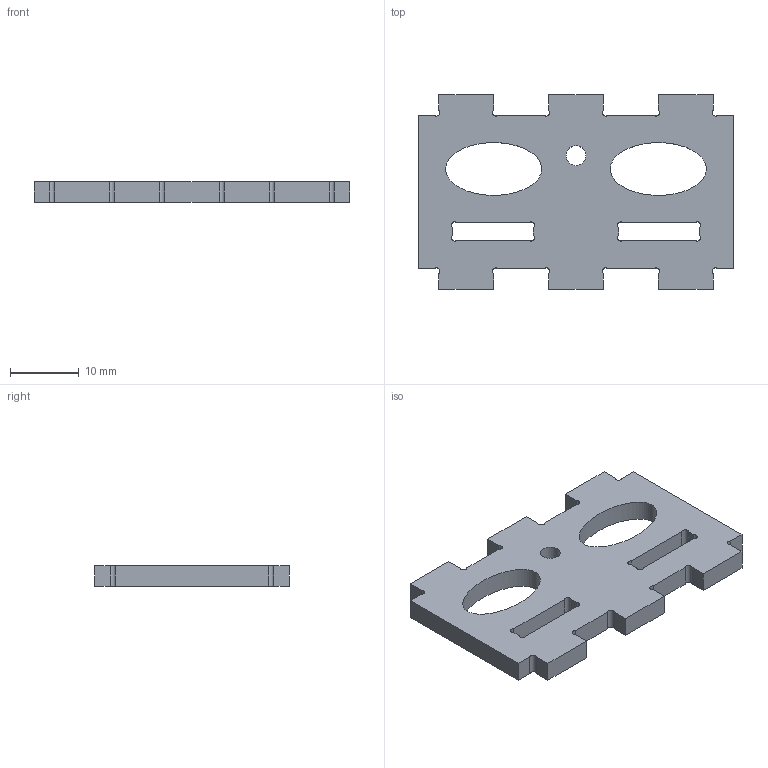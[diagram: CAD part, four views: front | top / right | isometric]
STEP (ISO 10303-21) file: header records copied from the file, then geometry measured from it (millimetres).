
FILE_DESCRIPTION(('FreeCAD Model'),'2;1');
FILE_NAME('coxa_up.step', '2017-09-19T15:11:40',('Author'),(''), 'Open CASCADE STEP processor 6.8','FreeCAD','Unknown');
FILE_SCHEMA(('AUTOMOTIVE_DESIGN_CC2 { 1 2 10303 214 -1 1 5 4 }'));
Length unit declared in the file: millimetre
Products named in the file (2): ASSEMBLY; Pad
Assembly tree (1 placements, depth 2):
  ASSEMBLY
    Pad
Bounding box: 46 x 28.4 x 3 mm (x, y, z)
Volume: 2809.8 mm3; surface area: 2808.8 mm2
Topology: 1 solids, 1 shells, 61 faces, 177 edges, 118 vertices
Faces by surface type: plane 38, cylinder 21, extrusion 2
Full cylindrical faces by diameter (mm): 2.9 x1
Entity records: 4383 total; most frequent: CARTESIAN_POINT 712, DIRECTION 705, VECTOR 441, LINE 439, ORIENTED_EDGE 354, PCURVE 354, DEFINITIONAL_REPRESENTATION 354, EDGE_CURVE 177
